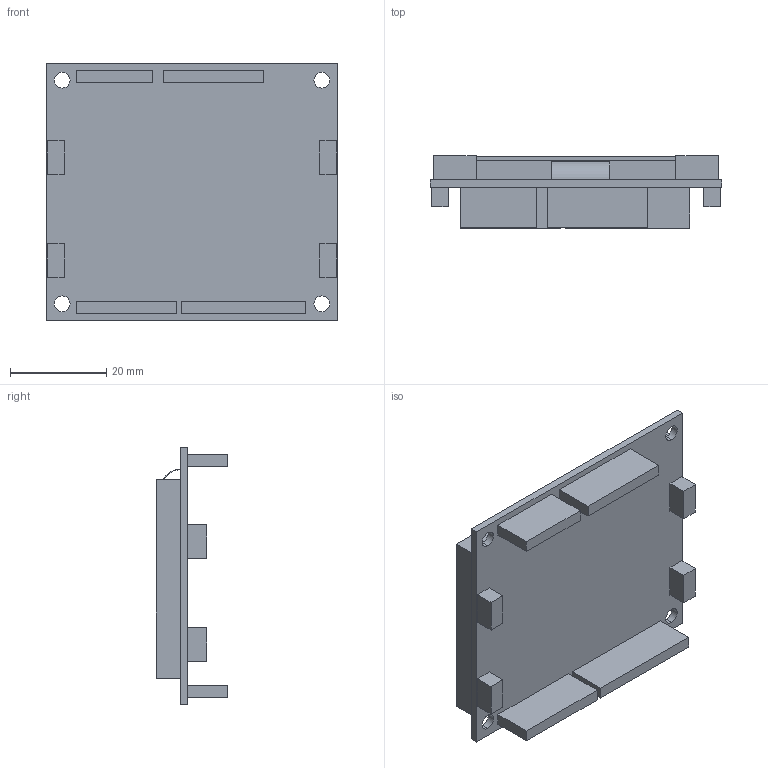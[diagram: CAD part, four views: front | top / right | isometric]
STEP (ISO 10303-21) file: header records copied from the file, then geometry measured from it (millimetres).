
FILE_DESCRIPTION (( 'STEP AP214' ), '1' );
FILE_NAME ('PixlJs.STEP', '2018-06-05T15:40:36', ( '' ), ( '' ), 'SwSTEP 2.0', 'SolidWorks 2017', '' );
FILE_SCHEMA (( 'AUTOMOTIVE_DESIGN' ));
Length unit declared in the file: millimetre
Products named in the file (1): PixlJs
Bounding box: 60.5 x 14.96 x 53.5 mm (x, y, z)
Volume: 18637.8 mm3; surface area: 9920.8 mm2
Topology: 1 solids, 1 shells, 75 faces, 190 edges, 126 vertices
Faces by surface type: plane 65, cylinder 10
Entity records: 2733 total; most frequent: CARTESIAN_POINT 392, ORIENTED_EDGE 380, DIRECTION 362, EDGE_CURVE 190, VECTOR 170, LINE 170, VERTEX_POINT 126, AXIS2_PLACEMENT_3D 96
